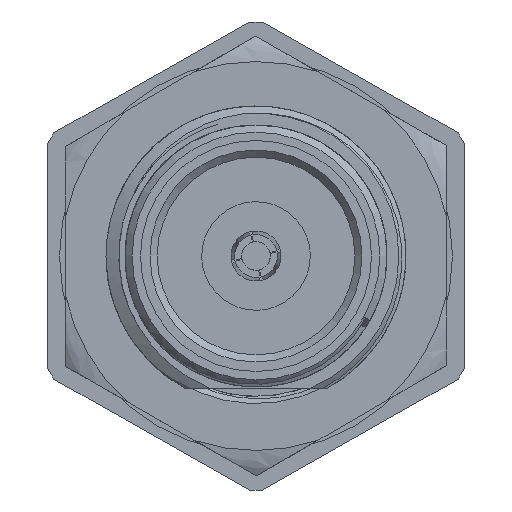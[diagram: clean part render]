
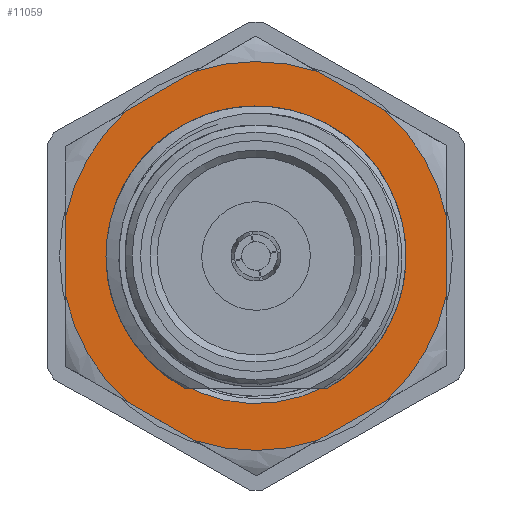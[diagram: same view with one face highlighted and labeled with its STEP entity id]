
A CAD part, front view. The second image highlights one B-rep face of the part: STEP entity #11059.
In plain terms, the highlighted planar face has unit normal (0, -1, 0).
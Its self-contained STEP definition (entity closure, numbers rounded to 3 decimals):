
#309=B_SPLINE_CURVE_WITH_KNOTS('',3,(#25254,#25255,#25256,#25257),
 .UNSPECIFIED.,.F.,.F.,(4,4),(0.008,0.011),
 .UNSPECIFIED.);
#335=B_SPLINE_CURVE_WITH_KNOTS('',3,(#32464,#32465,#32466,#32467),
 .UNSPECIFIED.,.F.,.F.,(4,4),(0.,0.),.UNSPECIFIED.);
#374=B_SPLINE_CURVE_WITH_KNOTS('',3,(#33530,#33531,#33532,#33533),
 .UNSPECIFIED.,.F.,.F.,(4,4),(0.,0.003),
 .UNSPECIFIED.);
#769=LINE('',#32928,#1205);
#771=LINE('',#32944,#1207);
#773=LINE('',#32960,#1209);
#775=LINE('',#32976,#1211);
#777=LINE('',#32992,#1213);
#779=LINE('',#33008,#1215);
#1205=VECTOR('',#13747,1000.);
#1207=VECTOR('',#13755,1000.);
#1209=VECTOR('',#13763,1000.);
#1211=VECTOR('',#13771,1000.);
#1213=VECTOR('',#13779,1000.);
#1215=VECTOR('',#13787,1000.);
#1488=PLANE('',#11883);
#3561=ORIENTED_EDGE('',*,*,#5045,.T.);
#3562=ORIENTED_EDGE('',*,*,#5043,.T.);
#3563=ORIENTED_EDGE('',*,*,#5040,.T.);
#3564=ORIENTED_EDGE('',*,*,#5038,.T.);
#3565=ORIENTED_EDGE('',*,*,#5035,.T.);
#3566=ORIENTED_EDGE('',*,*,#5033,.T.);
#3567=ORIENTED_EDGE('',*,*,#5030,.T.);
#3568=ORIENTED_EDGE('',*,*,#5028,.T.);
#3569=ORIENTED_EDGE('',*,*,#5025,.T.);
#3570=ORIENTED_EDGE('',*,*,#5023,.T.);
#3571=ORIENTED_EDGE('',*,*,#5020,.T.);
#3572=ORIENTED_EDGE('',*,*,#5017,.T.);
#3573=ORIENTED_EDGE('',*,*,#4769,.F.);
#3574=ORIENTED_EDGE('',*,*,#4834,.T.);
#3575=ORIENTED_EDGE('',*,*,#5053,.T.);
#3576=ORIENTED_EDGE('',*,*,#5052,.T.);
#3577=ORIENTED_EDGE('',*,*,#5046,.T.);
#3578=ORIENTED_EDGE('',*,*,#4764,.T.);
#4764=EDGE_CURVE('',#5688,#5687,#309,.T.);
#4769=EDGE_CURVE('',#5692,#5687,#6278,.F.);
#4834=EDGE_CURVE('',#5692,#5735,#335,.T.);
#5017=EDGE_CURVE('',#5885,#5883,#6361,.F.);
#5020=EDGE_CURVE('',#5886,#5885,#769,.T.);
#5023=EDGE_CURVE('',#5888,#5886,#6362,.F.);
#5025=EDGE_CURVE('',#5889,#5888,#771,.T.);
#5028=EDGE_CURVE('',#5891,#5889,#6363,.F.);
#5030=EDGE_CURVE('',#5892,#5891,#773,.T.);
#5033=EDGE_CURVE('',#5894,#5892,#6364,.F.);
#5035=EDGE_CURVE('',#5895,#5894,#775,.T.);
#5038=EDGE_CURVE('',#5897,#5895,#6365,.F.);
#5040=EDGE_CURVE('',#5898,#5897,#777,.T.);
#5043=EDGE_CURVE('',#5900,#5898,#6366,.F.);
#5045=EDGE_CURVE('',#5883,#5900,#779,.T.);
#5046=EDGE_CURVE('',#5901,#5688,#6367,.T.);
#5052=EDGE_CURVE('',#5903,#5901,#374,.T.);
#5053=EDGE_CURVE('',#5735,#5903,#6369,.T.);
#5687=VERTEX_POINT('',#25253);
#5688=VERTEX_POINT('',#25258);
#5692=VERTEX_POINT('',#25889);
#5735=VERTEX_POINT('',#32462);
#5883=VERTEX_POINT('',#32918);
#5885=VERTEX_POINT('',#32921);
#5886=VERTEX_POINT('',#32929);
#5888=VERTEX_POINT('',#32938);
#5889=VERTEX_POINT('',#32945);
#5891=VERTEX_POINT('',#32954);
#5892=VERTEX_POINT('',#32961);
#5894=VERTEX_POINT('',#32970);
#5895=VERTEX_POINT('',#32977);
#5897=VERTEX_POINT('',#32986);
#5898=VERTEX_POINT('',#32993);
#5900=VERTEX_POINT('',#33002);
#5901=VERTEX_POINT('',#33011);
#5903=VERTEX_POINT('',#33146);
#6278=CIRCLE('',#11716,6.3);
#6361=CIRCLE('',#11863,8.166);
#6362=CIRCLE('',#11866,8.166);
#6363=CIRCLE('',#11869,8.166);
#6364=CIRCLE('',#11872,8.166);
#6365=CIRCLE('',#11875,8.166);
#6366=CIRCLE('',#11878,8.166);
#6367=CIRCLE('',#11881,6.2);
#6369=CIRCLE('',#11884,6.298);
#6881=EDGE_LOOP('',(#3561,#3562,#3563,#3564,#3565,#3566,#3567,#3568,#3569,
#3570,#3571,#3572));
#6882=EDGE_LOOP('',(#3573,#3574,#3575,#3576,#3577,#3578));
#7440=FACE_BOUND('',#6881,.T.);
#7441=FACE_BOUND('',#6882,.T.);
#11059=ADVANCED_FACE('',(#7440,#7441),#1488,.F.);
#11716=AXIS2_PLACEMENT_3D('',#25890,#13360,#13361);
#11863=AXIS2_PLACEMENT_3D('',#32920,#13742,#13743);
#11866=AXIS2_PLACEMENT_3D('',#32937,#13751,#13752);
#11869=AXIS2_PLACEMENT_3D('',#32953,#13759,#13760);
#11872=AXIS2_PLACEMENT_3D('',#32969,#13767,#13768);
#11875=AXIS2_PLACEMENT_3D('',#32985,#13775,#13776);
#11878=AXIS2_PLACEMENT_3D('',#33001,#13783,#13784);
#11881=AXIS2_PLACEMENT_3D('',#33010,#13790,#13791);
#11883=AXIS2_PLACEMENT_3D('',#33534,#13794,#13795);
#11884=AXIS2_PLACEMENT_3D('',#33535,#13796,#13797);
#13360=DIRECTION('',(0.,1.,0.));
#13361=DIRECTION('',(0.,0.,1.));
#13742=DIRECTION('',(0.,1.,0.));
#13743=DIRECTION('',(0.498,0.,0.867));
#13747=DIRECTION('',(-0.003,0.,1.));
#13751=DIRECTION('',(0.,1.,0.));
#13752=DIRECTION('',(0.498,0.,0.867));
#13755=DIRECTION('',(0.865,0.,0.502));
#13759=DIRECTION('',(0.,1.,0.));
#13760=DIRECTION('',(0.498,0.,0.867));
#13763=DIRECTION('',(0.867,0.,-0.498));
#13767=DIRECTION('',(0.,1.,0.));
#13768=DIRECTION('',(0.498,0.,0.867));
#13771=DIRECTION('',(0.003,0.,-1.));
#13775=DIRECTION('',(0.,1.,0.));
#13776=DIRECTION('',(0.498,0.,0.867));
#13779=DIRECTION('',(-0.865,0.,-0.502));
#13783=DIRECTION('',(0.,1.,0.));
#13784=DIRECTION('',(0.498,0.,0.867));
#13787=DIRECTION('',(-0.867,0.,0.498));
#13790=DIRECTION('',(0.,1.,0.));
#13791=DIRECTION('',(0.498,0.,0.867));
#13794=DIRECTION('',(0.,1.,0.));
#13795=DIRECTION('',(0.498,0.,0.867));
#13796=DIRECTION('',(0.,1.,0.));
#13797=DIRECTION('',(0.498,0.,0.867));
#25253=CARTESIAN_POINT('',(-5.572,14.7,2.941));
#25254=CARTESIAN_POINT('',(-6.197,14.7,0.199));
#25255=CARTESIAN_POINT('',(-6.2,14.7,1.139));
#25256=CARTESIAN_POINT('',(-5.987,14.7,2.083));
#25257=CARTESIAN_POINT('',(-5.572,14.7,2.941));
#25258=CARTESIAN_POINT('',(-6.197,14.7,0.199));
#25889=CARTESIAN_POINT('',(-4.519,14.7,4.389));
#25890=CARTESIAN_POINT('',(0.,14.7,0.));
#32462=CARTESIAN_POINT('',(-4.47,14.7,4.437));
#32464=CARTESIAN_POINT('',(-4.519,14.7,4.389));
#32465=CARTESIAN_POINT('',(-4.503,14.7,4.405));
#32466=CARTESIAN_POINT('',(-4.486,14.7,4.421));
#32467=CARTESIAN_POINT('',(-4.47,14.7,4.437));
#32918=CARTESIAN_POINT('',(5.402,14.7,6.124));
#32920=CARTESIAN_POINT('',(0.,14.7,0.));
#32921=CARTESIAN_POINT('',(7.996,14.7,1.657));
#32928=CARTESIAN_POINT('',(8.012,14.7,-4.598));
#32929=CARTESIAN_POINT('',(8.004,14.7,-1.616));
#32937=CARTESIAN_POINT('',(0.,14.7,0.));
#32938=CARTESIAN_POINT('',(5.433,14.7,-6.096));
#32944=CARTESIAN_POINT('',(0.024,14.7,-9.238));
#32945=CARTESIAN_POINT('',(2.603,14.7,-7.74));
#32953=CARTESIAN_POINT('',(0.,14.7,0.));
#32954=CARTESIAN_POINT('',(-2.563,14.7,-7.753));
#32960=CARTESIAN_POINT('',(-7.988,14.7,-4.639));
#32961=CARTESIAN_POINT('',(-5.402,14.7,-6.124));
#32969=CARTESIAN_POINT('',(0.,14.7,0.));
#32970=CARTESIAN_POINT('',(-7.996,14.7,-1.657));
#32976=CARTESIAN_POINT('',(-8.012,14.7,4.598));
#32977=CARTESIAN_POINT('',(-8.004,14.7,1.616));
#32985=CARTESIAN_POINT('',(0.,14.7,0.));
#32986=CARTESIAN_POINT('',(-5.433,14.7,6.096));
#32992=CARTESIAN_POINT('',(-0.024,14.7,9.238));
#32993=CARTESIAN_POINT('',(-2.603,14.7,7.74));
#33001=CARTESIAN_POINT('',(0.,14.7,0.));
#33002=CARTESIAN_POINT('',(2.563,14.7,7.753));
#33008=CARTESIAN_POINT('',(7.988,14.7,4.639));
#33010=CARTESIAN_POINT('',(0.,14.7,0.));
#33011=CARTESIAN_POINT('',(4.933,14.7,3.756));
#33146=CARTESIAN_POINT('',(3.135,14.7,5.462));
#33530=CARTESIAN_POINT('',(3.135,14.7,5.462));
#33531=CARTESIAN_POINT('',(3.846,14.7,5.019));
#33532=CARTESIAN_POINT('',(4.459,14.7,4.435));
#33533=CARTESIAN_POINT('',(4.933,14.7,3.756));
#33534=CARTESIAN_POINT('',(0.,14.7,0.));
#33535=CARTESIAN_POINT('',(0.,14.7,0.));
